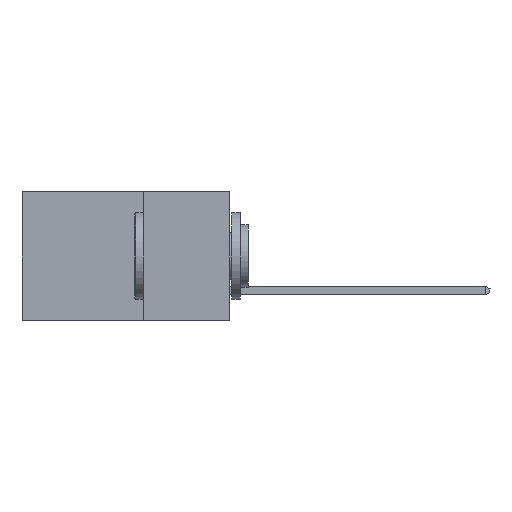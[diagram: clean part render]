
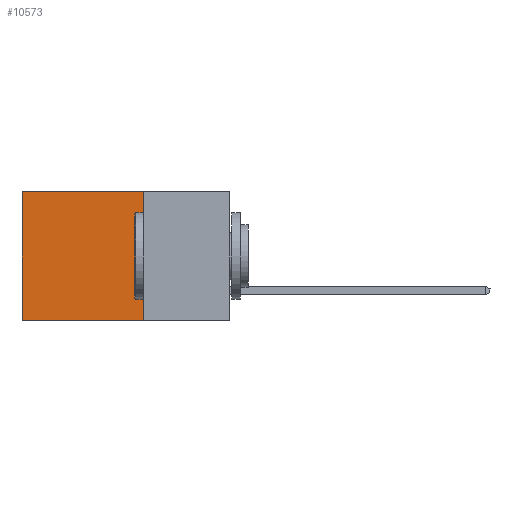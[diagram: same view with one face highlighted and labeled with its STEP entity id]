
A CAD part, left-side view. The second image highlights one B-rep face of the part: STEP entity #10573.
In plain terms, the highlighted planar face has unit normal (-1, 0, 0).
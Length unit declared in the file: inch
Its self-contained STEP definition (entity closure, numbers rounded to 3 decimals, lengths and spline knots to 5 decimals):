
#36 = CARTESIAN_POINT ( 'NONE',  ( 0.2615, 0.6, -0.37 ) ) ;
#768 = VECTOR ( 'NONE', #21529, 39.37008 ) ;
#1974 = EDGE_LOOP ( 'NONE', ( #5487, #14341, #6081, #6276 ) ) ;
#2046 = FACE_OUTER_BOUND ( 'NONE', #1974, .T. ) ;
#2249 = VERTEX_POINT ( 'NONE', #7266 ) ;
#3165 = VECTOR ( 'NONE', #15322, 39.37008 ) ;
#4519 = EDGE_CURVE ( 'NONE', #5519, #6844, #4963, .T. ) ;
#4963 = LINE ( 'NONE', #13467, #768 ) ;
#5101 = VECTOR ( 'NONE', #15044, 39.37008 ) ;
#5347 = CARTESIAN_POINT ( 'NONE',  ( 0.2615, 0.25, -0.37 ) ) ;
#5487 = ORIENTED_EDGE ( 'NONE', *, *, #15436, .T. ) ;
#5519 = VERTEX_POINT ( 'NONE', #18523 ) ;
#6081 = ORIENTED_EDGE ( 'NONE', *, *, #4519, .F. ) ;
#6276 = ORIENTED_EDGE ( 'NONE', *, *, #7689, .T. ) ;
#6844 = VERTEX_POINT ( 'NONE', #11990 ) ;
#7266 = CARTESIAN_POINT ( 'NONE',  ( 0.2615, 0.6, 0. ) ) ;
#7689 = EDGE_CURVE ( 'NONE', #5519, #2249, #20123, .T. ) ;
#8563 = DIRECTION ( 'NONE',  ( 1., 0., 0. ) ) ;
#8588 = VECTOR ( 'NONE', #11691, 39.37008 ) ;
#10044 = LINE ( 'NONE', #36, #8588 ) ;
#10089 = PLANE ( 'NONE',  #11564 ) ;
#10573 = ADVANCED_FACE ( 'NONE', ( #2046 ), #10089, .F. ) ;
#11564 = AXIS2_PLACEMENT_3D ( 'NONE', #16856, #8563, #20345 ) ;
#11691 = DIRECTION ( 'NONE',  ( 0., 0., -1. ) ) ;
#11990 = CARTESIAN_POINT ( 'NONE',  ( 0.2615, 0.25, -0.37 ) ) ;
#12638 = VERTEX_POINT ( 'NONE', #20639 ) ;
#13467 = CARTESIAN_POINT ( 'NONE',  ( 0.2615, 0.25, -0.37 ) ) ;
#14341 = ORIENTED_EDGE ( 'NONE', *, *, #14705, .F. ) ;
#14705 = EDGE_CURVE ( 'NONE', #6844, #12638, #14934, .T. ) ;
#14934 = LINE ( 'NONE', #5347, #5101 ) ;
#15044 = DIRECTION ( 'NONE',  ( 0., 1., 0. ) ) ;
#15322 = DIRECTION ( 'NONE',  ( 0., 1., 0. ) ) ;
#15436 = EDGE_CURVE ( 'NONE', #2249, #12638, #10044, .T. ) ;
#16856 = CARTESIAN_POINT ( 'NONE',  ( 0.2615, 0.25, -0.37 ) ) ;
#18523 = CARTESIAN_POINT ( 'NONE',  ( 0.2615, 0.25, 0. ) ) ;
#18905 = CARTESIAN_POINT ( 'NONE',  ( 0.2615, 0.25, 0. ) ) ;
#20123 = LINE ( 'NONE', #18905, #3165 ) ;
#20345 = DIRECTION ( 'NONE',  ( 0., 0., -1. ) ) ;
#20639 = CARTESIAN_POINT ( 'NONE',  ( 0.2615, 0.6, -0.37 ) ) ;
#21529 = DIRECTION ( 'NONE',  ( 0., 0., -1. ) ) ;
